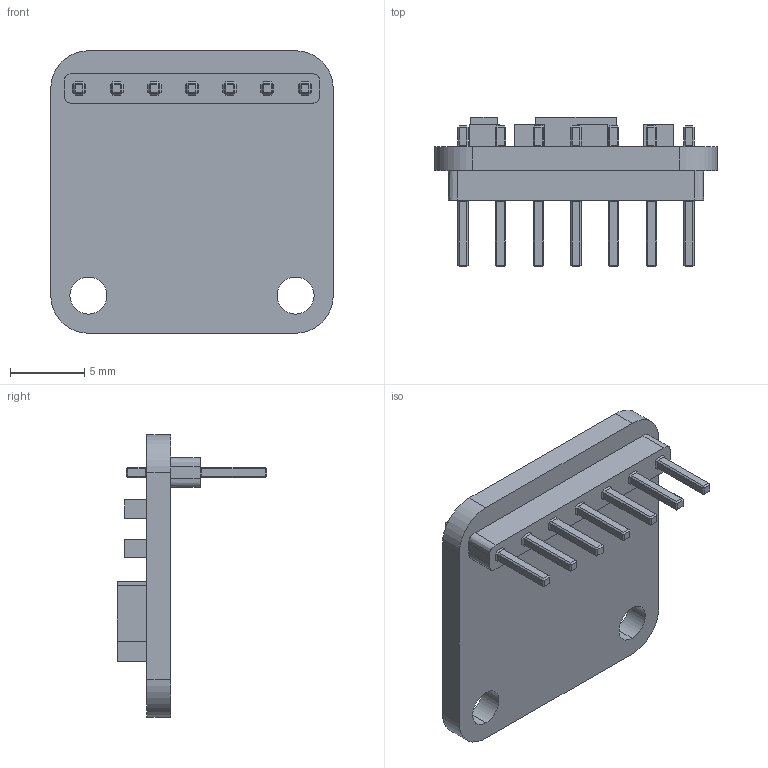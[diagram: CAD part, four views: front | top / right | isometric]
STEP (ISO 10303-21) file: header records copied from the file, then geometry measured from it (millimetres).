
FILE_DESCRIPTION (( 'STEP AP214' ), '1' );
FILE_NAME ('Adafruit Accelerometer PCB.STEP', '2021-06-27T00:26:10', ( '' ), ( '' ), 'SwSTEP 2.0', 'SolidWorks 2019', '' );
FILE_SCHEMA (( 'AUTOMOTIVE_DESIGN' ));
Length unit declared in the file: millimetre
Products named in the file (1): Adafruit Accelerometer PCB
Bounding box: 19.05 x 10.1 x 19.05 mm (x, y, z)
Volume: 735 mm3; surface area: 1127.5 mm2
Topology: 1 solids, 1 shells, 408 faces, 872 edges, 488 vertices
Faces by surface type: plane 396, cylinder 8, bspline 4
Entity records: 15114 total; most frequent: CARTESIAN_POINT 1989, ORIENTED_EDGE 1744, DIRECTION 1682, EDGE_CURVE 872, VECTOR 840, LINE 840, VERTEX_POINT 488, EDGE_LOOP 434
